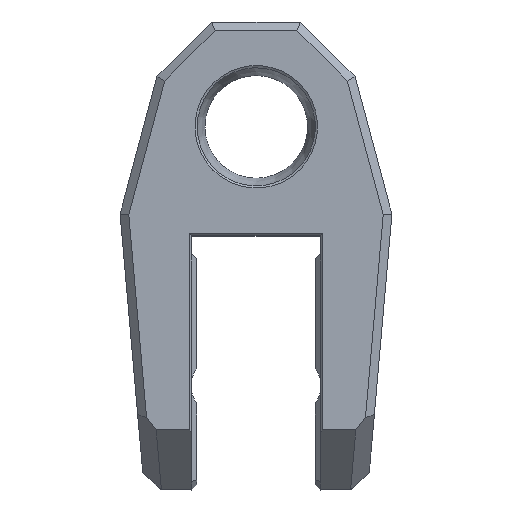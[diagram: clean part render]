
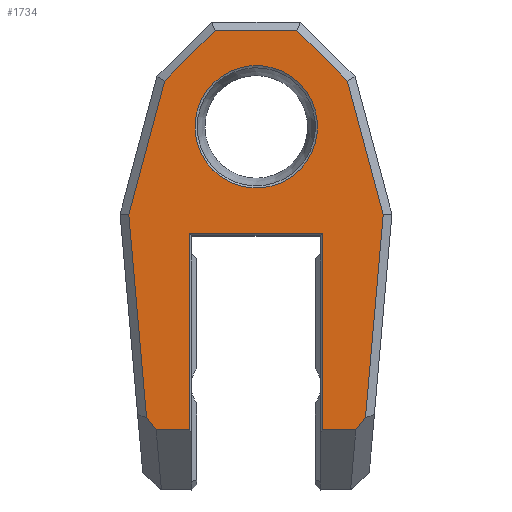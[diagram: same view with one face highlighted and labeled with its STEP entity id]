
A CAD part, top view. The second image highlights one B-rep face of the part: STEP entity #1734.
In plain terms, the highlighted planar face has unit normal (0, 0, 1).
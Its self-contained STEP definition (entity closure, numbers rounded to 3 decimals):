
#63=CIRCLE('',#1849,7.158);
#98=FACE_BOUND('',#237,.T.);
#129=FACE_OUTER_BOUND('',#236,.T.);
#236=EDGE_LOOP('',(#1200,#1201,#1202,#1203,#1204,#1205,#1206,#1207,#1208,
#1209,#1210,#1211,#1212,#1213));
#237=EDGE_LOOP('',(#1214));
#363=LINE('',#2790,#555);
#364=LINE('',#2792,#556);
#365=LINE('',#2794,#557);
#366=LINE('',#2796,#558);
#367=LINE('',#2798,#559);
#368=LINE('',#2800,#560);
#369=LINE('',#2802,#561);
#370=LINE('',#2804,#562);
#371=LINE('',#2806,#563);
#372=LINE('',#2808,#564);
#373=LINE('',#2810,#565);
#374=LINE('',#2812,#566);
#375=LINE('',#2814,#567);
#376=LINE('',#2815,#568);
#555=VECTOR('',#2045,8.351);
#556=VECTOR('',#2046,9.552);
#557=VECTOR('',#2047,8.351);
#558=VECTOR('',#2048,16.175);
#559=VECTOR('',#2049,23.817);
#560=VECTOR('',#2050,1.807);
#561=VECTOR('',#2051,3.868);
#562=VECTOR('',#2052,22.97);
#563=VECTOR('',#2053,15.6);
#564=VECTOR('',#2054,22.97);
#565=VECTOR('',#2055,3.868);
#566=VECTOR('',#2056,1.807);
#567=VECTOR('',#2057,23.817);
#568=VECTOR('',#2058,16.175);
#760=VERTEX_POINT('',#2784);
#761=VERTEX_POINT('',#2788);
#762=VERTEX_POINT('',#2789);
#763=VERTEX_POINT('',#2791);
#764=VERTEX_POINT('',#2793);
#765=VERTEX_POINT('',#2795);
#766=VERTEX_POINT('',#2797);
#767=VERTEX_POINT('',#2799);
#768=VERTEX_POINT('',#2801);
#769=VERTEX_POINT('',#2803);
#770=VERTEX_POINT('',#2805);
#771=VERTEX_POINT('',#2807);
#772=VERTEX_POINT('',#2809);
#773=VERTEX_POINT('',#2811);
#774=VERTEX_POINT('',#2813);
#928=EDGE_CURVE('',#760,#760,#63,.T.);
#929=EDGE_CURVE('',#761,#762,#363,.T.);
#930=EDGE_CURVE('',#761,#763,#364,.T.);
#931=EDGE_CURVE('',#763,#764,#365,.T.);
#932=EDGE_CURVE('',#764,#765,#366,.T.);
#933=EDGE_CURVE('',#765,#766,#367,.T.);
#934=EDGE_CURVE('',#766,#767,#368,.T.);
#935=EDGE_CURVE('',#767,#768,#369,.T.);
#936=EDGE_CURVE('',#768,#769,#370,.T.);
#937=EDGE_CURVE('',#769,#770,#371,.T.);
#938=EDGE_CURVE('',#770,#771,#372,.T.);
#939=EDGE_CURVE('',#772,#771,#373,.T.);
#940=EDGE_CURVE('',#773,#772,#374,.T.);
#941=EDGE_CURVE('',#774,#773,#375,.T.);
#942=EDGE_CURVE('',#762,#774,#376,.T.);
#1200=ORIENTED_EDGE('',*,*,#929,.F.);
#1201=ORIENTED_EDGE('',*,*,#930,.T.);
#1202=ORIENTED_EDGE('',*,*,#931,.T.);
#1203=ORIENTED_EDGE('',*,*,#932,.T.);
#1204=ORIENTED_EDGE('',*,*,#933,.T.);
#1205=ORIENTED_EDGE('',*,*,#934,.T.);
#1206=ORIENTED_EDGE('',*,*,#935,.T.);
#1207=ORIENTED_EDGE('',*,*,#936,.T.);
#1208=ORIENTED_EDGE('',*,*,#937,.T.);
#1209=ORIENTED_EDGE('',*,*,#938,.T.);
#1210=ORIENTED_EDGE('',*,*,#939,.F.);
#1211=ORIENTED_EDGE('',*,*,#940,.F.);
#1212=ORIENTED_EDGE('',*,*,#941,.F.);
#1213=ORIENTED_EDGE('',*,*,#942,.F.);
#1214=ORIENTED_EDGE('',*,*,#928,.T.);
#1653=PLANE('',#1850);
#1734=ADVANCED_FACE('',(#129,#98),#1653,.T.);
#1849=AXIS2_PLACEMENT_3D('',#2786,#2041,#2042);
#1850=AXIS2_PLACEMENT_3D('',#2787,#2043,#2044);
#2041=DIRECTION('center_axis',(0.,0.,-1.));
#2042=DIRECTION('ref_axis',(-0.996,0.087,0.));
#2043=DIRECTION('center_axis',(0.,0.,1.));
#2044=DIRECTION('ref_axis',(-0.996,0.087,0.));
#2045=DIRECTION('',(0.707,-0.707,0.));
#2046=DIRECTION('',(-1.,0.,0.));
#2047=DIRECTION('',(-0.707,-0.707,0.));
#2048=DIRECTION('',(-0.259,-0.966,0.));
#2049=DIRECTION('',(0.087,-0.996,0.));
#2050=DIRECTION('',(0.622,-0.783,0.));
#2051=DIRECTION('',(1.,0.,0.));
#2052=DIRECTION('',(0.,1.,0.));
#2053=DIRECTION('',(1.,0.,0.));
#2054=DIRECTION('',(0.,-1.,0.));
#2055=DIRECTION('',(-1.,0.,0.));
#2056=DIRECTION('',(-0.622,-0.783,0.));
#2057=DIRECTION('',(-0.087,-0.996,0.));
#2058=DIRECTION('',(0.259,-0.966,0.));
#2784=CARTESIAN_POINT('',(7.181,38.476,22.45));
#2786=CARTESIAN_POINT('Origin',(0.05,39.1,22.45));
#2787=CARTESIAN_POINT('Origin',(-10.701,-32.485,22.45));
#2788=CARTESIAN_POINT('',(4.797,50.35,22.45));
#2789=CARTESIAN_POINT('',(10.702,44.445,22.45));
#2790=CARTESIAN_POINT('',(4.797,50.35,22.45));
#2791=CARTESIAN_POINT('',(-4.756,50.35,22.45));
#2792=CARTESIAN_POINT('',(4.797,50.35,22.45));
#2793=CARTESIAN_POINT('',(-10.66,44.445,22.45));
#2794=CARTESIAN_POINT('',(-4.756,50.35,22.45));
#2795=CARTESIAN_POINT('',(-14.847,28.821,22.45));
#2796=CARTESIAN_POINT('',(-10.66,44.445,22.45));
#2797=CARTESIAN_POINT('',(-12.771,5.095,22.45));
#2798=CARTESIAN_POINT('',(-14.847,28.821,22.45));
#2799=CARTESIAN_POINT('',(-11.647,3.68,22.45));
#2800=CARTESIAN_POINT('',(-12.771,5.095,22.45));
#2801=CARTESIAN_POINT('',(-7.779,3.68,22.45));
#2802=CARTESIAN_POINT('',(-11.647,3.68,22.45));
#2803=CARTESIAN_POINT('',(-7.779,26.65,22.45));
#2804=CARTESIAN_POINT('',(-7.779,3.68,22.45));
#2805=CARTESIAN_POINT('',(7.821,26.65,22.45));
#2806=CARTESIAN_POINT('',(-7.779,26.65,22.45));
#2807=CARTESIAN_POINT('',(7.821,3.68,22.45));
#2808=CARTESIAN_POINT('',(7.821,26.65,22.45));
#2809=CARTESIAN_POINT('',(11.688,3.68,22.45));
#2810=CARTESIAN_POINT('',(11.688,3.68,22.45));
#2811=CARTESIAN_POINT('',(12.812,5.095,22.45));
#2812=CARTESIAN_POINT('',(12.812,5.095,22.45));
#2813=CARTESIAN_POINT('',(14.888,28.821,22.45));
#2814=CARTESIAN_POINT('',(14.888,28.821,22.45));
#2815=CARTESIAN_POINT('',(10.702,44.445,22.45));
